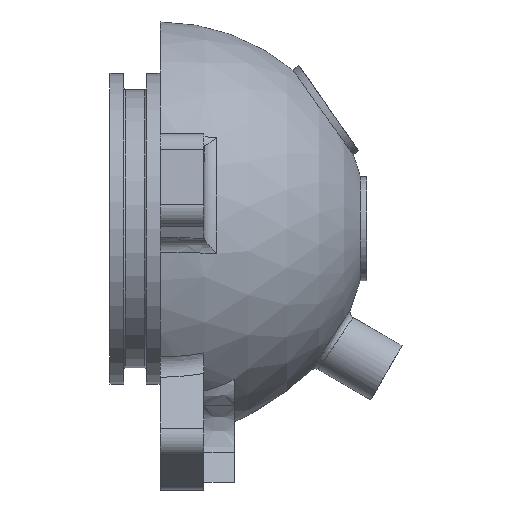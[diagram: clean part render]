
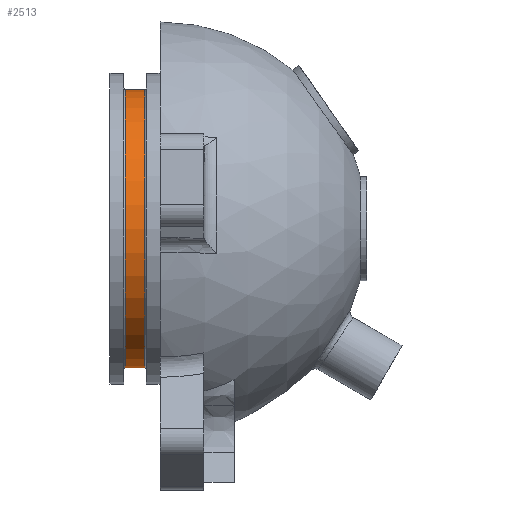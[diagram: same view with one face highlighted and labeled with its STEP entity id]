
A CAD part, left-side view. The second image highlights one B-rep face of the part: STEP entity #2513.
In plain terms, the highlighted cylindrical face has radius 28.194 mm (diameter 56.388 mm), a full revolution.
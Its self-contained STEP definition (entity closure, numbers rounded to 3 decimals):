
#222=FACE_OUTER_BOUND('',#376,.T.);
#376=EDGE_LOOP('',(#2180,#2181,#2182,#2183,#2184,#2185));
#489=CIRCLE('',#2752,28.194);
#490=CIRCLE('',#2753,28.194);
#491=CIRCLE('',#2755,28.194);
#492=CIRCLE('',#2756,28.194);
#776=LINE('',#9333,#896);
#896=VECTOR('',#3327,28.194);
#1146=VERTEX_POINT('',#9324);
#1147=VERTEX_POINT('',#9326);
#1148=VERTEX_POINT('',#9330);
#1149=VERTEX_POINT('',#9331);
#1515=EDGE_CURVE('',#1146,#1147,#489,.T.);
#1516=EDGE_CURVE('',#1147,#1146,#490,.T.);
#1517=EDGE_CURVE('',#1148,#1149,#491,.T.);
#1518=EDGE_CURVE('',#1148,#1147,#776,.T.);
#1519=EDGE_CURVE('',#1149,#1148,#492,.T.);
#2180=ORIENTED_EDGE('',*,*,#1517,.F.);
#2181=ORIENTED_EDGE('',*,*,#1518,.T.);
#2182=ORIENTED_EDGE('',*,*,#1515,.F.);
#2183=ORIENTED_EDGE('',*,*,#1516,.F.);
#2184=ORIENTED_EDGE('',*,*,#1518,.F.);
#2185=ORIENTED_EDGE('',*,*,#1519,.F.);
#2384=CYLINDRICAL_SURFACE('',#2754,28.194);
#2513=ADVANCED_FACE('',(#222),#2384,.T.);
#2752=AXIS2_PLACEMENT_3D('',#9327,#3319,#3320);
#2753=AXIS2_PLACEMENT_3D('',#9328,#3321,#3322);
#2754=AXIS2_PLACEMENT_3D('',#9329,#3323,#3324);
#2755=AXIS2_PLACEMENT_3D('',#9332,#3325,#3326);
#2756=AXIS2_PLACEMENT_3D('',#9334,#3328,#3329);
#3319=DIRECTION('center_axis',(0.,1.,0.));
#3320=DIRECTION('ref_axis',(1.,0.,0.));
#3321=DIRECTION('center_axis',(0.,1.,0.));
#3322=DIRECTION('ref_axis',(1.,0.,0.));
#3323=DIRECTION('center_axis',(0.,1.,0.));
#3324=DIRECTION('ref_axis',(1.,0.,0.));
#3325=DIRECTION('center_axis',(0.,-1.,0.));
#3326=DIRECTION('ref_axis',(1.,0.,0.));
#3327=DIRECTION('',(0.,1.,0.));
#3328=DIRECTION('center_axis',(0.,-1.,0.));
#3329=DIRECTION('ref_axis',(1.,0.,0.));
#9324=CARTESIAN_POINT('',(0.263,7.087,28.194));
#9326=CARTESIAN_POINT('',(-27.931,7.087,0.));
#9327=CARTESIAN_POINT('Origin',(0.263,7.087,0.));
#9328=CARTESIAN_POINT('Origin',(0.263,7.087,0.));
#9329=CARTESIAN_POINT('Origin',(0.263,5.08,0.));
#9330=CARTESIAN_POINT('',(-27.931,3.073,0.));
#9331=CARTESIAN_POINT('',(0.263,3.073,-28.194));
#9332=CARTESIAN_POINT('Origin',(0.263,3.073,0.));
#9333=CARTESIAN_POINT('',(-27.931,5.08,0.));
#9334=CARTESIAN_POINT('Origin',(0.263,3.073,0.));
